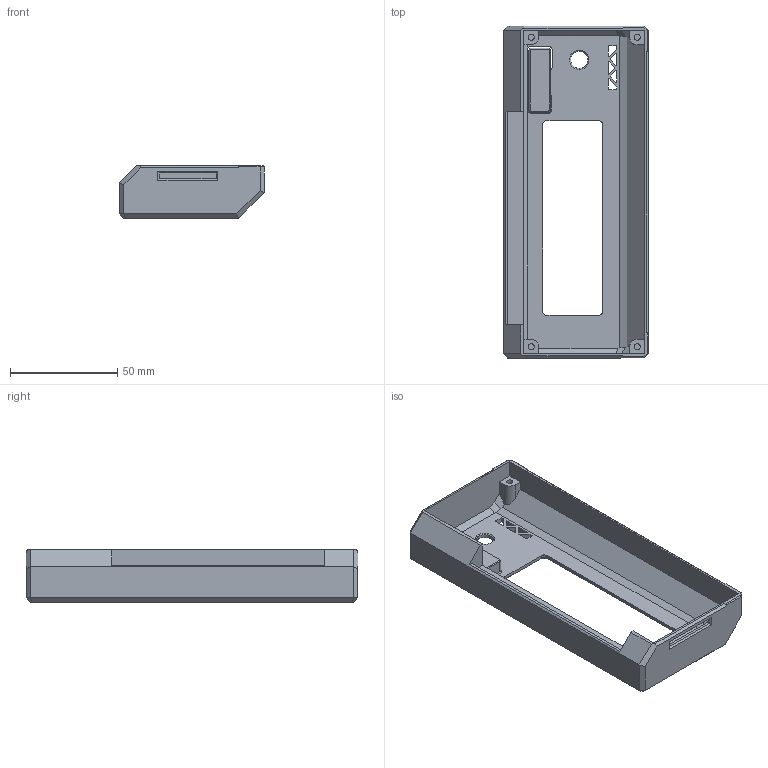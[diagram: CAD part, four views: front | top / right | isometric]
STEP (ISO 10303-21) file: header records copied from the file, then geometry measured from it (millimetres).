
FILE_DESCRIPTION(/* description */ (''),/* implementation_level */ '2;1');
FILE_NAME(/* name */ 'Caribou-LCD-Cover.step',/* time_stamp */ '2020-09-22T15:02:47+02:00',/* author */ (''),/* organization */ (''),/* preprocessor_version */ 'ST-DEVELOPER v18.1',/* originating_system */ 'Autodesk Translation Framework v9.3.0.1241',/* authorisation */ '');
FILE_SCHEMA (('AUTOMOTIVE_DESIGN { 1 0 10303 214 3 1 1 }'));
Length unit declared in the file: millimetre
Products named in the file (1): LCD cover
Bounding box: 67.6 x 155 x 24.5 mm (x, y, z)
Volume: 48865.3 mm3; surface area: 32750.7 mm2
Topology: 1 solids, 1 shells, 584 faces, 1432 edges, 866 vertices
Faces by surface type: plane 257, bspline 246, cylinder 42, cone 39
Full cylindrical faces by diameter (mm): 2.9 x4, 8 x1
Entity records: 24456 total; most frequent: CARTESIAN_POINT 12435, ORIENTED_EDGE 2864, DIRECTION 1722, EDGE_CURVE 1432, VERTEX_POINT 866, LINE 792, VECTOR 792, EDGE_LOOP 618
